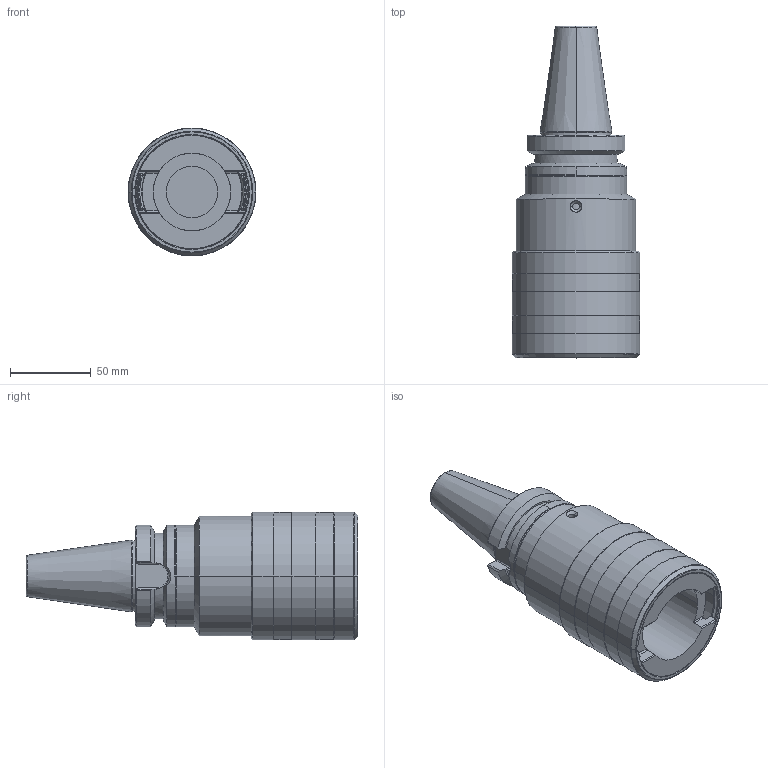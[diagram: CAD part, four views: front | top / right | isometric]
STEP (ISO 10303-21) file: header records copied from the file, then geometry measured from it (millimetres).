
FILE_DESCRIPTION((''),'2;1');
FILE_NAME('32800-40BT_SW0001','2016-04-04T',('040'),(''),'CREO PARAMETRIC BY PTC INC, 2015380','CREO PARAMETRIC BY PTC INC, 2015380','');
FILE_SCHEMA(('CONFIG_CONTROL_DESIGN'));
Length unit declared in the file: millimetre
Products named in the file (1): 32800-40BT_SW0001
Bounding box: 79 x 205 x 79 mm (x, y, z)
Volume: 397112.9 mm3; surface area: 104797.1 mm2
Topology: 1 solids, 1 shells, 272 faces, 673 edges, 407 vertices
Faces by surface type: cylinder 103, plane 65, cone 53, torus 31, sphere 12, bspline 8
Entity records: 9331 total; most frequent: CARTESIAN_POINT 2925, ORIENTED_EDGE 1342, DIRECTION 1340, EDGE_CURVE 671, AXIS2_PLACEMENT_3D 539, VERTEX_POINT 407, EDGE_LOOP 292, CIRCLE 275
